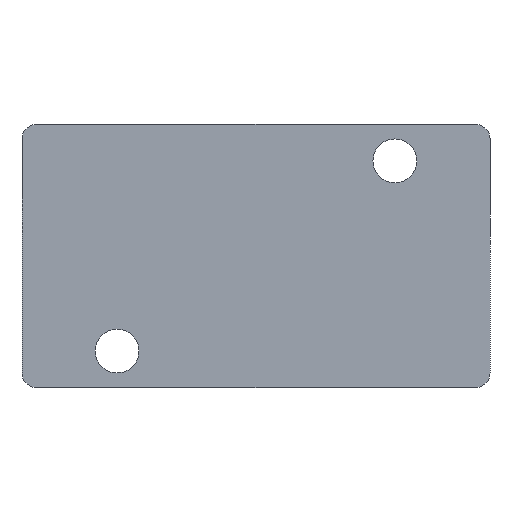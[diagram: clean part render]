
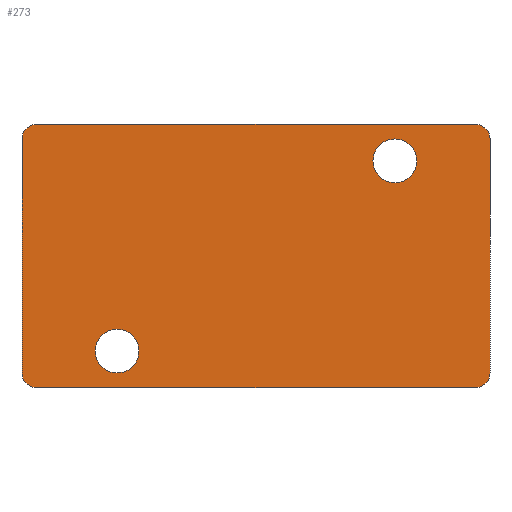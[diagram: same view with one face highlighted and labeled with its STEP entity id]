
A CAD part, front view. The second image highlights one B-rep face of the part: STEP entity #273.
In plain terms, the highlighted planar face has unit normal (0, -1, 0).
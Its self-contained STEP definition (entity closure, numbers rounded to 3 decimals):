
#3 = EDGE_CURVE ( 'NONE', #301, #25, #64, .T. ) ;
#4 = CARTESIAN_POINT ( 'NONE',  ( 31., 0., -1. ) ) ;
#7 = VERTEX_POINT ( 'NONE', #422 ) ;
#8 = ORIENTED_EDGE ( 'NONE', *, *, #410, .T. ) ;
#13 = DIRECTION ( 'NONE',  ( 0., 0., -1. ) ) ;
#25 = VERTEX_POINT ( 'NONE', #154 ) ;
#28 = VECTOR ( 'NONE', #62, 1000. ) ;
#29 = EDGE_CURVE ( 'NONE', #361, #25, #46, .T. ) ;
#37 = CIRCLE ( 'NONE', #371, 1.5 ) ;
#46 = LINE ( 'NONE', #204, #443 ) ;
#56 = EDGE_CURVE ( 'NONE', #103, #7, #460, .T. ) ;
#59 = AXIS2_PLACEMENT_3D ( 'NONE', #464, #243, #13 ) ;
#60 = PLANE ( 'NONE',  #294 ) ;
#62 = DIRECTION ( 'NONE',  ( 1., 0., 0. ) ) ;
#64 = CIRCLE ( 'NONE', #452, 1. ) ;
#68 = VERTEX_POINT ( 'NONE', #314 ) ;
#74 = EDGE_CURVE ( 'NONE', #361, #330, #450, .T. ) ;
#78 = DIRECTION ( 'NONE',  ( 0., -1., 0. ) ) ;
#88 = CARTESIAN_POINT ( 'NONE',  ( 0., 0., 0. ) ) ;
#90 = CARTESIAN_POINT ( 'NONE',  ( 25.5, 0., -2.5 ) ) ;
#95 = CARTESIAN_POINT ( 'NONE',  ( 25.5, 0., -1. ) ) ;
#101 = VECTOR ( 'NONE', #125, 1000. ) ;
#103 = VERTEX_POINT ( 'NONE', #249 ) ;
#109 = LINE ( 'NONE', #414, #447 ) ;
#113 = CARTESIAN_POINT ( 'NONE',  ( 32., 0., -1. ) ) ;
#115 = CIRCLE ( 'NONE', #158, 1.5 ) ;
#117 = DIRECTION ( 'NONE',  ( 0., 1., 0. ) ) ;
#121 = ORIENTED_EDGE ( 'NONE', *, *, #298, .T. ) ;
#123 = CARTESIAN_POINT ( 'NONE',  ( 6.5, 0., -15.5 ) ) ;
#125 = DIRECTION ( 'NONE',  ( -1., 0., 0. ) ) ;
#126 = LINE ( 'NONE', #88, #28 ) ;
#130 = EDGE_CURVE ( 'NONE', #242, #396, #132, .T. ) ;
#131 = DIRECTION ( 'NONE',  ( 0., 0., 1. ) ) ;
#132 = CIRCLE ( 'NONE', #228, 1.5 ) ;
#133 = CIRCLE ( 'NONE', #59, 1. ) ;
#138 = ORIENTED_EDGE ( 'NONE', *, *, #56, .T. ) ;
#154 = CARTESIAN_POINT ( 'NONE',  ( 32., 0., -17. ) ) ;
#157 = CARTESIAN_POINT ( 'NONE',  ( 1., 0., 0. ) ) ;
#158 = AXIS2_PLACEMENT_3D ( 'NONE', #349, #117, #388 ) ;
#164 = DIRECTION ( 'NONE',  ( 0., 0., -1. ) ) ;
#193 = DIRECTION ( 'NONE',  ( 0., 0., -1. ) ) ;
#197 = CARTESIAN_POINT ( 'NONE',  ( 0., 0., -1. ) ) ;
#204 = CARTESIAN_POINT ( 'NONE',  ( 32., 0., 0. ) ) ;
#205 = CARTESIAN_POINT ( 'NONE',  ( 0., 0., -18. ) ) ;
#207 = LINE ( 'NONE', #205, #101 ) ;
#218 = CARTESIAN_POINT ( 'NONE',  ( 1., 0., -18. ) ) ;
#221 = CIRCLE ( 'NONE', #313, 1. ) ;
#228 = AXIS2_PLACEMENT_3D ( 'NONE', #90, #368, #131 ) ;
#230 = FACE_BOUND ( 'NONE', #490, .T. ) ;
#231 = ORIENTED_EDGE ( 'NONE', *, *, #248, .T. ) ;
#239 = DIRECTION ( 'NONE',  ( 0., 1., 0. ) ) ;
#242 = VERTEX_POINT ( 'NONE', #95 ) ;
#243 = DIRECTION ( 'NONE',  ( 0., -1., 0. ) ) ;
#248 = EDGE_CURVE ( 'NONE', #7, #103, #37, .T. ) ;
#249 = CARTESIAN_POINT ( 'NONE',  ( 6.5, 0., -17. ) ) ;
#254 = DIRECTION ( 'NONE',  ( 0., 0., 1. ) ) ;
#269 = EDGE_CURVE ( 'NONE', #374, #330, #126, .T. ) ;
#273 = ADVANCED_FACE ( 'NONE', ( #230, #391, #409 ), #60, .T. ) ;
#277 = ORIENTED_EDGE ( 'NONE', *, *, #375, .T. ) ;
#292 = CARTESIAN_POINT ( 'NONE',  ( 0., 0., 0. ) ) ;
#294 = AXIS2_PLACEMENT_3D ( 'NONE', #292, #394, #164 ) ;
#296 = ORIENTED_EDGE ( 'NONE', *, *, #269, .F. ) ;
#298 = EDGE_CURVE ( 'NONE', #374, #341, #221, .T. ) ;
#301 = VERTEX_POINT ( 'NONE', #389 ) ;
#312 = DIRECTION ( 'NONE',  ( 0., 0., 1. ) ) ;
#313 = AXIS2_PLACEMENT_3D ( 'NONE', #423, #476, #438 ) ;
#314 = CARTESIAN_POINT ( 'NONE',  ( 0., 0., -17. ) ) ;
#316 = DIRECTION ( 'NONE',  ( 0., 0., -1. ) ) ;
#326 = CARTESIAN_POINT ( 'NONE',  ( 6.5, 0., -15.5 ) ) ;
#327 = VERTEX_POINT ( 'NONE', #218 ) ;
#330 = VERTEX_POINT ( 'NONE', #381 ) ;
#341 = VERTEX_POINT ( 'NONE', #197 ) ;
#342 = EDGE_CURVE ( 'NONE', #68, #341, #109, .T. ) ;
#349 = CARTESIAN_POINT ( 'NONE',  ( 25.5, 0., -2.5 ) ) ;
#353 = CARTESIAN_POINT ( 'NONE',  ( 25.5, 0., -4. ) ) ;
#357 = AXIS2_PLACEMENT_3D ( 'NONE', #123, #239, #418 ) ;
#358 = DIRECTION ( 'NONE',  ( 0., -1., 0. ) ) ;
#360 = ORIENTED_EDGE ( 'NONE', *, *, #29, .F. ) ;
#361 = VERTEX_POINT ( 'NONE', #113 ) ;
#368 = DIRECTION ( 'NONE',  ( 0., 1., 0. ) ) ;
#371 = AXIS2_PLACEMENT_3D ( 'NONE', #326, #435, #254 ) ;
#374 = VERTEX_POINT ( 'NONE', #157 ) ;
#375 = EDGE_CURVE ( 'NONE', #396, #242, #115, .T. ) ;
#378 = ORIENTED_EDGE ( 'NONE', *, *, #3, .T. ) ;
#381 = CARTESIAN_POINT ( 'NONE',  ( 31., 0., 0. ) ) ;
#388 = DIRECTION ( 'NONE',  ( 0., 0., 1. ) ) ;
#389 = CARTESIAN_POINT ( 'NONE',  ( 31., 0., -18. ) ) ;
#391 = FACE_OUTER_BOUND ( 'NONE', #480, .T. ) ;
#394 = DIRECTION ( 'NONE',  ( 0., -1., 0. ) ) ;
#396 = VERTEX_POINT ( 'NONE', #353 ) ;
#404 = ORIENTED_EDGE ( 'NONE', *, *, #342, .F. ) ;
#409 = FACE_BOUND ( 'NONE', #449, .T. ) ;
#410 = EDGE_CURVE ( 'NONE', #68, #327, #133, .T. ) ;
#414 = CARTESIAN_POINT ( 'NONE',  ( 0., 0., 0. ) ) ;
#418 = DIRECTION ( 'NONE',  ( 0., 0., 1. ) ) ;
#419 = ORIENTED_EDGE ( 'NONE', *, *, #130, .T. ) ;
#422 = CARTESIAN_POINT ( 'NONE',  ( 6.5, 0., -14. ) ) ;
#423 = CARTESIAN_POINT ( 'NONE',  ( 1., 0., -1. ) ) ;
#426 = AXIS2_PLACEMENT_3D ( 'NONE', #4, #78, #316 ) ;
#435 = DIRECTION ( 'NONE',  ( 0., 1., 0. ) ) ;
#438 = DIRECTION ( 'NONE',  ( 0., 0., -1. ) ) ;
#443 = VECTOR ( 'NONE', #193, 1000. ) ;
#447 = VECTOR ( 'NONE', #312, 1000. ) ;
#449 = EDGE_LOOP ( 'NONE', ( #277, #419 ) ) ;
#450 = CIRCLE ( 'NONE', #426, 1. ) ;
#451 = ORIENTED_EDGE ( 'NONE', *, *, #74, .T. ) ;
#452 = AXIS2_PLACEMENT_3D ( 'NONE', #468, #358, #466 ) ;
#460 = CIRCLE ( 'NONE', #357, 1.5 ) ;
#464 = CARTESIAN_POINT ( 'NONE',  ( 1., 0., -17. ) ) ;
#466 = DIRECTION ( 'NONE',  ( 0., 0., -1. ) ) ;
#468 = CARTESIAN_POINT ( 'NONE',  ( 31., 0., -17. ) ) ;
#473 = EDGE_CURVE ( 'NONE', #301, #327, #207, .T. ) ;
#476 = DIRECTION ( 'NONE',  ( 0., -1., 0. ) ) ;
#480 = EDGE_LOOP ( 'NONE', ( #296, #121, #404, #8, #486, #378, #360, #451 ) ) ;
#486 = ORIENTED_EDGE ( 'NONE', *, *, #473, .F. ) ;
#490 = EDGE_LOOP ( 'NONE', ( #138, #231 ) ) ;
